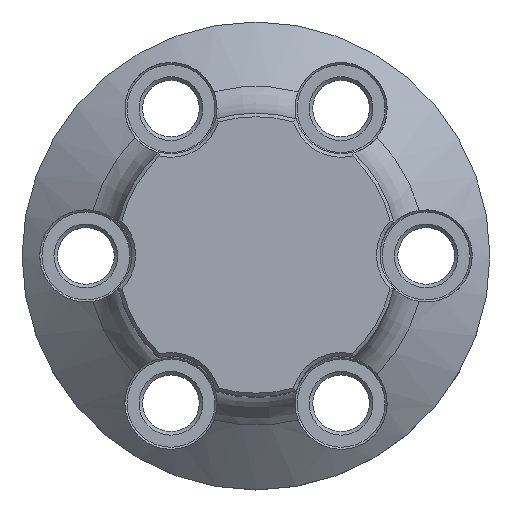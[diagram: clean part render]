
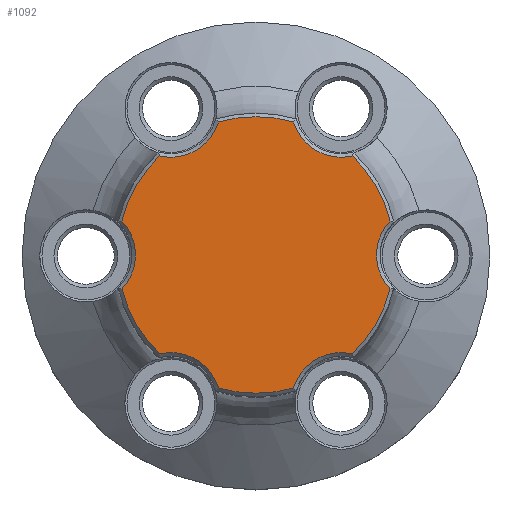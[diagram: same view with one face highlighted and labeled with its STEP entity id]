
A CAD part, top view. The second image highlights one B-rep face of the part: STEP entity #1092.
In plain terms, the highlighted planar face has unit normal (0, 0, 1).
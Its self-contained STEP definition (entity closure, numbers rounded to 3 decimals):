
#211=PLANE('',#1244);
#267=FACE_OUTER_BOUND('',#346,.T.);
#346=EDGE_LOOP('',(#955,#956,#957,#958,#959,#960,#961,#962,#963,#964,#965,
#966));
#410=CIRCLE('',#1209,3.5);
#411=CIRCLE('',#1211,9.75);
#413=CIRCLE('',#1214,3.5);
#414=CIRCLE('',#1216,9.75);
#416=CIRCLE('',#1219,3.5);
#417=CIRCLE('',#1221,9.75);
#419=CIRCLE('',#1224,3.5);
#421=CIRCLE('',#1227,9.75);
#422=CIRCLE('',#1229,3.5);
#424=CIRCLE('',#1232,9.75);
#425=CIRCLE('',#1234,3.5);
#427=CIRCLE('',#1237,9.75);
#527=VERTEX_POINT('',#2104);
#528=VERTEX_POINT('',#2105);
#529=VERTEX_POINT('',#2116);
#530=VERTEX_POINT('',#2124);
#531=VERTEX_POINT('',#2131);
#532=VERTEX_POINT('',#2139);
#533=VERTEX_POINT('',#2146);
#534=VERTEX_POINT('',#2154);
#535=VERTEX_POINT('',#2162);
#536=VERTEX_POINT('',#2169);
#537=VERTEX_POINT('',#2177);
#538=VERTEX_POINT('',#2184);
#658=EDGE_CURVE('',#527,#528,#410,.T.);
#661=EDGE_CURVE('',#528,#529,#411,.T.);
#664=EDGE_CURVE('',#529,#530,#413,.T.);
#666=EDGE_CURVE('',#530,#531,#414,.T.);
#669=EDGE_CURVE('',#531,#532,#416,.T.);
#671=EDGE_CURVE('',#532,#533,#417,.T.);
#674=EDGE_CURVE('',#533,#534,#419,.T.);
#677=EDGE_CURVE('',#534,#535,#421,.T.);
#679=EDGE_CURVE('',#535,#536,#422,.T.);
#682=EDGE_CURVE('',#536,#537,#424,.T.);
#684=EDGE_CURVE('',#537,#538,#425,.T.);
#687=EDGE_CURVE('',#538,#527,#427,.T.);
#955=ORIENTED_EDGE('',*,*,#658,.F.);
#956=ORIENTED_EDGE('',*,*,#687,.F.);
#957=ORIENTED_EDGE('',*,*,#684,.F.);
#958=ORIENTED_EDGE('',*,*,#682,.F.);
#959=ORIENTED_EDGE('',*,*,#679,.F.);
#960=ORIENTED_EDGE('',*,*,#677,.F.);
#961=ORIENTED_EDGE('',*,*,#674,.F.);
#962=ORIENTED_EDGE('',*,*,#671,.F.);
#963=ORIENTED_EDGE('',*,*,#669,.F.);
#964=ORIENTED_EDGE('',*,*,#666,.F.);
#965=ORIENTED_EDGE('',*,*,#664,.F.);
#966=ORIENTED_EDGE('',*,*,#661,.F.);
#1092=ADVANCED_FACE('',(#267),#211,.T.);
#1209=AXIS2_PLACEMENT_3D('',#2106,#1494,#1495);
#1211=AXIS2_PLACEMENT_3D('',#2117,#1498,#1499);
#1214=AXIS2_PLACEMENT_3D('',#2125,#1504,#1505);
#1216=AXIS2_PLACEMENT_3D('',#2132,#1508,#1509);
#1219=AXIS2_PLACEMENT_3D('',#2140,#1514,#1515);
#1221=AXIS2_PLACEMENT_3D('',#2147,#1518,#1519);
#1224=AXIS2_PLACEMENT_3D('',#2155,#1524,#1525);
#1227=AXIS2_PLACEMENT_3D('',#2163,#1530,#1531);
#1229=AXIS2_PLACEMENT_3D('',#2170,#1534,#1535);
#1232=AXIS2_PLACEMENT_3D('',#2178,#1540,#1541);
#1234=AXIS2_PLACEMENT_3D('',#2185,#1544,#1545);
#1237=AXIS2_PLACEMENT_3D('',#2192,#1550,#1551);
#1244=AXIS2_PLACEMENT_3D('',#2199,#1564,#1565);
#1494=DIRECTION('center_axis',(0.,0.,1.));
#1495=DIRECTION('ref_axis',(1.,0.,0.));
#1498=DIRECTION('center_axis',(0.,0.,-1.));
#1499=DIRECTION('ref_axis',(-1.,0.,0.));
#1504=DIRECTION('center_axis',(0.,0.,1.));
#1505=DIRECTION('ref_axis',(-1.,0.,0.));
#1508=DIRECTION('center_axis',(0.,0.,-1.));
#1509=DIRECTION('ref_axis',(1.,0.,0.));
#1514=DIRECTION('center_axis',(0.,0.,1.));
#1515=DIRECTION('ref_axis',(-1.,0.,0.));
#1518=DIRECTION('center_axis',(0.,0.,-1.));
#1519=DIRECTION('ref_axis',(1.,0.,0.));
#1524=DIRECTION('center_axis',(0.,0.,1.));
#1525=DIRECTION('ref_axis',(-1.,0.,0.));
#1530=DIRECTION('center_axis',(0.,0.,-1.));
#1531=DIRECTION('ref_axis',(-1.,0.,0.));
#1534=DIRECTION('center_axis',(0.,0.,1.));
#1535=DIRECTION('ref_axis',(1.,0.,0.));
#1540=DIRECTION('center_axis',(0.,0.,-1.));
#1541=DIRECTION('ref_axis',(-1.,0.,0.));
#1544=DIRECTION('center_axis',(0.,0.,1.));
#1545=DIRECTION('ref_axis',(1.,0.,0.));
#1550=DIRECTION('center_axis',(0.,0.,-1.));
#1551=DIRECTION('ref_axis',(-1.,0.,0.));
#1564=DIRECTION('center_axis',(0.,0.,1.));
#1565=DIRECTION('ref_axis',(-1.,0.,0.));
#2104=CARTESIAN_POINT('',(-6.802,6.985,45.));
#2105=CARTESIAN_POINT('',(-2.649,9.383,45.));
#2106=CARTESIAN_POINT('Origin',(-6.,10.392,45.));
#2116=CARTESIAN_POINT('',(2.649,9.383,45.));
#2117=CARTESIAN_POINT('Origin',(0.,0.,45.));
#2124=CARTESIAN_POINT('',(6.802,6.985,45.));
#2125=CARTESIAN_POINT('Origin',(6.,10.392,45.));
#2131=CARTESIAN_POINT('',(9.451,2.398,45.));
#2132=CARTESIAN_POINT('Origin',(0.,0.,45.));
#2139=CARTESIAN_POINT('',(9.451,-2.398,45.));
#2140=CARTESIAN_POINT('Origin',(12.,0.,
45.));
#2146=CARTESIAN_POINT('',(6.802,-6.985,45.));
#2147=CARTESIAN_POINT('Origin',(0.,0.,45.));
#2154=CARTESIAN_POINT('',(2.649,-9.383,45.));
#2155=CARTESIAN_POINT('Origin',(6.,-10.392,45.));
#2162=CARTESIAN_POINT('',(-2.649,-9.383,45.));
#2163=CARTESIAN_POINT('Origin',(0.,0.,45.));
#2169=CARTESIAN_POINT('',(-6.802,-6.985,45.));
#2170=CARTESIAN_POINT('Origin',(-6.,-10.392,45.));
#2177=CARTESIAN_POINT('',(-9.451,-2.398,45.));
#2178=CARTESIAN_POINT('Origin',(0.,0.,45.));
#2184=CARTESIAN_POINT('',(-9.451,2.398,45.));
#2185=CARTESIAN_POINT('Origin',(-12.,0.,45.));
#2192=CARTESIAN_POINT('Origin',(0.,0.,45.));
#2199=CARTESIAN_POINT('Origin',(0.,0.,45.));
